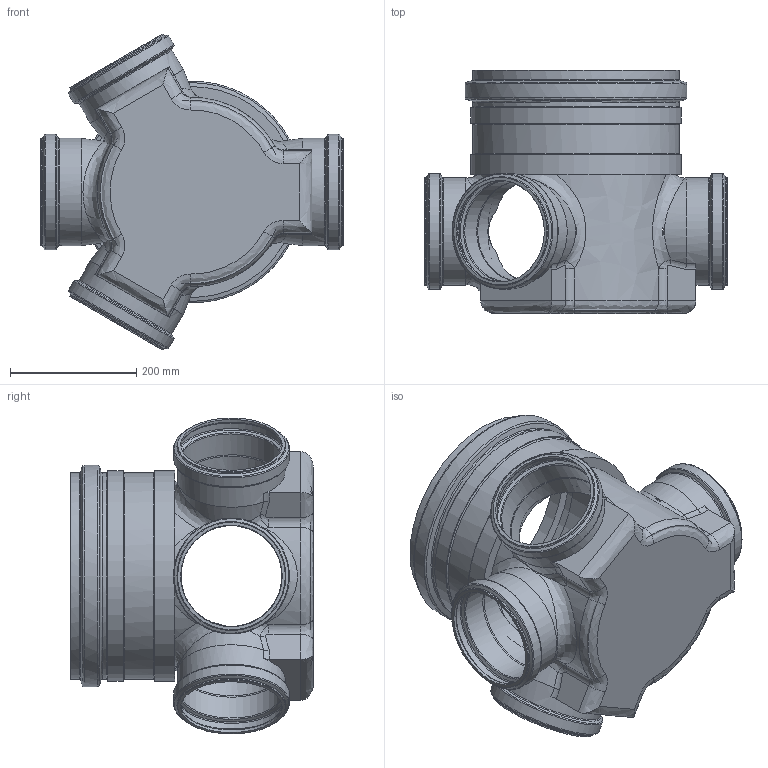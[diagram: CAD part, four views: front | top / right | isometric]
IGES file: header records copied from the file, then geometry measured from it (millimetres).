
Global section: file name: No Iges File Name specified; native system: Autodesk Inventor 2013; preprocessor: AutoDesk Inventor Iges Exporter R2013; author: HP; date: 20190707.215611; units: millimetre
Bounding box: 480 x 385 x 500.68 mm (x, y, z)
Volume: 4065880 mm3; surface area: 1269972.7 mm2
Topology: 1 solids, 1 shells, 188 faces, 445 edges, 259 vertices
Faces by surface type: bspline 188
